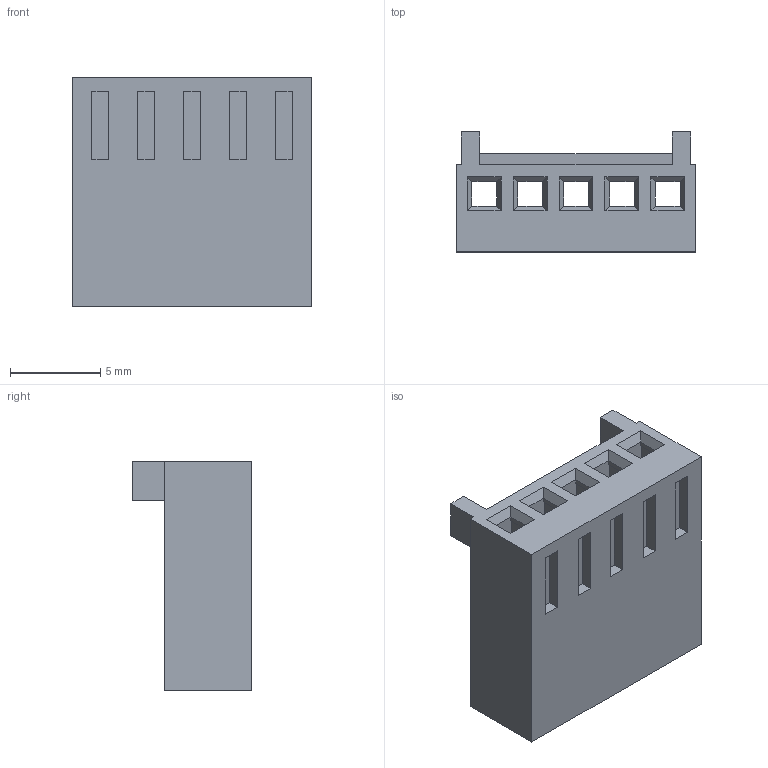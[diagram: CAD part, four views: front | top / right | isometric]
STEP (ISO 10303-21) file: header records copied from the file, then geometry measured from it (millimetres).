
FILE_DESCRIPTION((''),'2;1');
FILE_NAME('022013057','2013-10-11T',('me'),(''),'PRO/ENGINEER BY PARAMETRIC TECHNOLOGY CORPORATION, 2011490','PRO/ENGINEER BY PARAMETRIC TECHNOLOGY CORPORATION, 2011490','');
FILE_SCHEMA(('CONFIG_CONTROL_DESIGN'));
Length unit declared in the file: inch
Products named in the file (1): 022013057
Bounding box: 13.26 x 6.63 x 12.7 mm (x, y, z)
Volume: 541.8 mm3; surface area: 1194.2 mm2
Topology: 1 solids, 1 shells, 119 faces, 323 edges, 218 vertices
Faces by surface type: plane 119
Entity records: 3694 total; most frequent: CARTESIAN_POINT 647, ORIENTED_EDGE 632, DIRECTION 563, VECTOR 323, LINE 323, EDGE_CURVE 316, VERTEX_POINT 204, EDGE_LOOP 134
